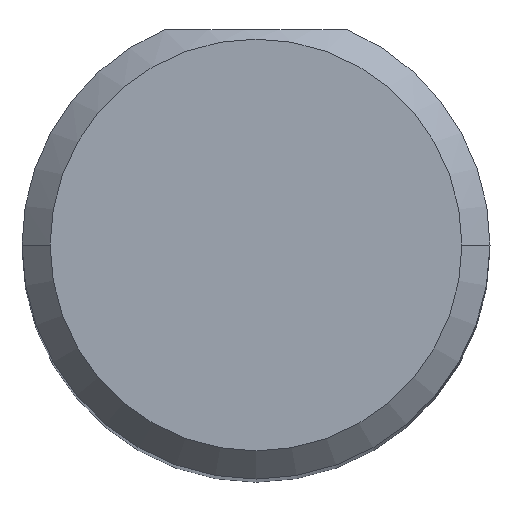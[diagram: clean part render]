
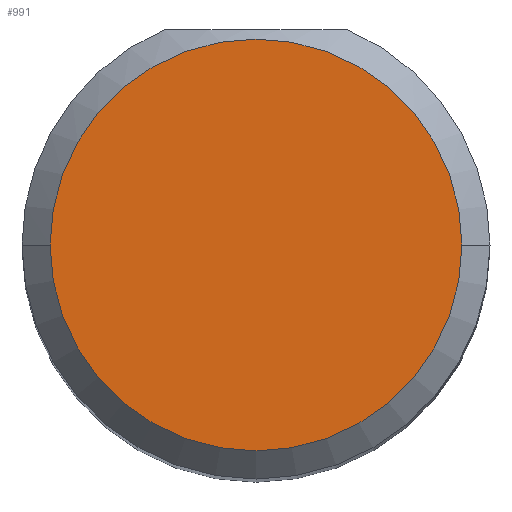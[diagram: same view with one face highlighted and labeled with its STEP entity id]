
A CAD part, top view. The second image highlights one B-rep face of the part: STEP entity #991.
In plain terms, the highlighted planar face has unit normal (0, 0, 1).
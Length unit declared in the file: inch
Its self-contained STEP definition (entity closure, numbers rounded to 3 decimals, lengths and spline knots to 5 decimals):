
#245 = CIRCLE ( 'NONE', #667, 0.11 ) ;
#306 = EDGE_LOOP ( 'NONE', ( #1291, #535 ) ) ;
#325 = PLANE ( 'NONE',  #832 ) ;
#331 = DIRECTION ( 'NONE',  ( 0., 0., 1. ) ) ;
#335 = CARTESIAN_POINT ( 'NONE',  ( 0.11, 0., 2.5 ) ) ;
#378 = DIRECTION ( 'NONE',  ( 1., 0., 0. ) ) ;
#381 = CARTESIAN_POINT ( 'NONE',  ( -0.11, 0., 2.5 ) ) ;
#431 = FACE_OUTER_BOUND ( 'NONE', #306, .T. ) ;
#535 = ORIENTED_EDGE ( 'NONE', *, *, #1242, .T. ) ;
#667 = AXIS2_PLACEMENT_3D ( 'NONE', #1079, #1273, #378 ) ;
#671 = DIRECTION ( 'NONE',  ( 0., 0., 1. ) ) ;
#785 = VERTEX_POINT ( 'NONE', #335 ) ;
#807 = CIRCLE ( 'NONE', #1032, 0.11 ) ;
#832 = AXIS2_PLACEMENT_3D ( 'NONE', #1238, #331, #1049 ) ;
#883 = EDGE_CURVE ( 'NONE', #1164, #785, #245, .T. ) ;
#957 = DIRECTION ( 'NONE',  ( 1., 0., 0. ) ) ;
#991 = ADVANCED_FACE ( 'NONE', ( #431 ), #325, .T. ) ;
#1032 = AXIS2_PLACEMENT_3D ( 'NONE', #1082, #671, #957 ) ;
#1049 = DIRECTION ( 'NONE',  ( 1., 0., 0. ) ) ;
#1079 = CARTESIAN_POINT ( 'NONE',  ( 0., 0., 2.5 ) ) ;
#1082 = CARTESIAN_POINT ( 'NONE',  ( 0., 0., 2.5 ) ) ;
#1164 = VERTEX_POINT ( 'NONE', #381 ) ;
#1238 = CARTESIAN_POINT ( 'NONE',  ( 0., 0., 2.5 ) ) ;
#1242 = EDGE_CURVE ( 'NONE', #785, #1164, #807, .T. ) ;
#1273 = DIRECTION ( 'NONE',  ( 0., 0., 1. ) ) ;
#1291 = ORIENTED_EDGE ( 'NONE', *, *, #883, .T. ) ;
